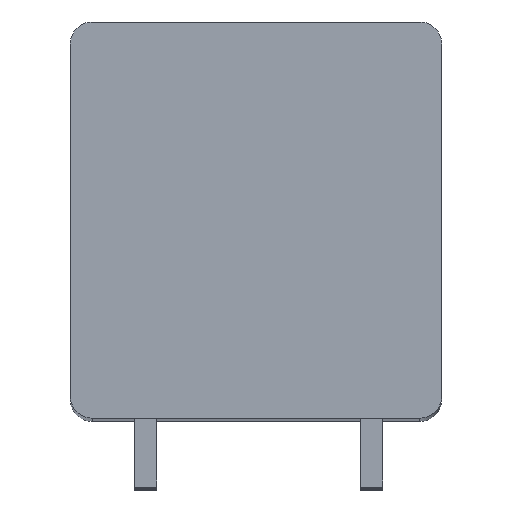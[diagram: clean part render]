
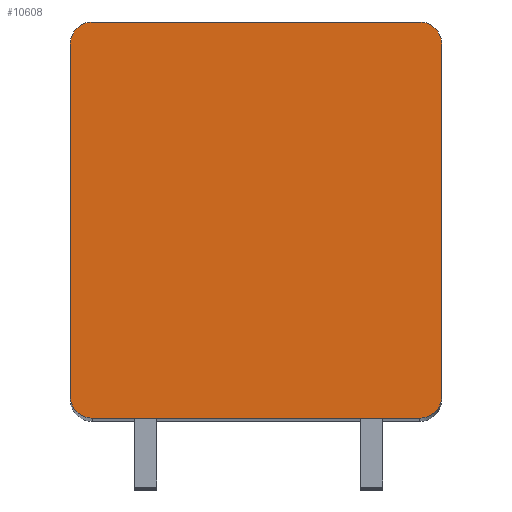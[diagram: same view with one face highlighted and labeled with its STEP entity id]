
A CAD part, top view. The second image highlights one B-rep face of the part: STEP entity #10608.
In plain terms, the highlighted planar face has unit normal (0, 0, 1).
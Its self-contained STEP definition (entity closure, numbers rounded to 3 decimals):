
#1827=CARTESIAN_POINT('',(-5.95,6.4,2.5));
#1828=DIRECTION('',(0.,0.,1.));
#1829=DIRECTION('',(0.,1.,0.));
#1830=AXIS2_PLACEMENT_3D('',#1827,#1828,#1829);
#1832=DIRECTION('',(-1.,0.,0.));
#1833=VECTOR('',#1832,11.9);
#1834=CARTESIAN_POINT('',(5.95,7.2,2.5));
#1835=LINE('',#1834,#1833);
#1836=CARTESIAN_POINT('',(5.95,6.4,2.5));
#1837=DIRECTION('',(0.,0.,1.));
#1838=DIRECTION('',(1.,0.,0.));
#1839=AXIS2_PLACEMENT_3D('',#1836,#1837,#1838);
#1841=DIRECTION('',(0.,1.,0.));
#1842=VECTOR('',#1841,12.8);
#1843=CARTESIAN_POINT('',(6.75,-6.4,2.5));
#1844=LINE('',#1843,#1842);
#1845=CARTESIAN_POINT('',(5.95,-6.4,2.5));
#1846=DIRECTION('',(0.,0.,1.));
#1847=DIRECTION('',(0.,-1.,0.));
#1848=AXIS2_PLACEMENT_3D('',#1845,#1846,#1847);
#1850=DIRECTION('',(1.,0.,0.));
#1851=VECTOR('',#1850,11.9);
#1852=CARTESIAN_POINT('',(-5.95,-7.2,2.5));
#1853=LINE('',#1852,#1851);
#1854=CARTESIAN_POINT('',(-5.95,-6.4,2.5));
#1855=DIRECTION('',(0.,0.,1.));
#1856=DIRECTION('',(-1.,0.,0.));
#1857=AXIS2_PLACEMENT_3D('',#1854,#1855,#1856);
#1859=DIRECTION('',(0.,-1.,0.));
#1860=VECTOR('',#1859,12.8);
#1861=CARTESIAN_POINT('',(-6.75,6.4,2.5));
#1862=LINE('',#1861,#1860);
#7587=CARTESIAN_POINT('',(-5.95,7.2,2.5));
#7588=VERTEX_POINT('',#7587);
#7589=CARTESIAN_POINT('',(-6.75,6.4,2.5));
#7590=VERTEX_POINT('',#7589);
#7595=CARTESIAN_POINT('',(6.75,6.4,2.5));
#7596=VERTEX_POINT('',#7595);
#7597=CARTESIAN_POINT('',(5.95,7.2,2.5));
#7598=VERTEX_POINT('',#7597);
#7603=CARTESIAN_POINT('',(-6.75,-6.4,2.5));
#7604=VERTEX_POINT('',#7603);
#7605=CARTESIAN_POINT('',(-5.95,-7.2,2.5));
#7606=VERTEX_POINT('',#7605);
#7611=CARTESIAN_POINT('',(5.95,-7.2,2.5));
#7612=VERTEX_POINT('',#7611);
#7613=CARTESIAN_POINT('',(6.75,-6.4,2.5));
#7614=VERTEX_POINT('',#7613);
#10593=CARTESIAN_POINT('',(0.,0.,2.5));
#10594=DIRECTION('',(0.,0.,1.));
#10595=DIRECTION('',(1.,0.,0.));
#10596=AXIS2_PLACEMENT_3D('',#10593,#10594,#10595);
#10597=PLANE('',#10596);
#10598=ORIENTED_EDGE('',*,*,#9527,.F.);
#10599=ORIENTED_EDGE('',*,*,#9543,.F.);
#10600=ORIENTED_EDGE('',*,*,#9868,.F.);
#10601=ORIENTED_EDGE('',*,*,#9883,.F.);
#10602=ORIENTED_EDGE('',*,*,#10156,.F.);
#10603=ORIENTED_EDGE('',*,*,#10169,.F.);
#10604=ORIENTED_EDGE('',*,*,#10444,.F.);
#10605=ORIENTED_EDGE('',*,*,#10456,.F.);
#10606=EDGE_LOOP('',(#10598,#10599,#10600,#10601,#10602,#10603,#10604,#10605));
#10607=FACE_OUTER_BOUND('',#10606,.F.);
#1831=CIRCLE('',#1830,0.8);
#1840=CIRCLE('',#1839,0.8);
#1849=CIRCLE('',#1848,0.8);
#1858=CIRCLE('',#1857,0.8);
#9527=EDGE_CURVE('',#7588,#7590,#1831,.T.);
#9543=EDGE_CURVE('',#7598,#7588,#1835,.T.);
#9868=EDGE_CURVE('',#7596,#7598,#1840,.T.);
#9883=EDGE_CURVE('',#7614,#7596,#1844,.T.);
#10156=EDGE_CURVE('',#7612,#7614,#1849,.T.);
#10169=EDGE_CURVE('',#7606,#7612,#1853,.T.);
#10444=EDGE_CURVE('',#7604,#7606,#1858,.T.);
#10456=EDGE_CURVE('',#7590,#7604,#1862,.T.);
#10608=ADVANCED_FACE('',(#10607),#10597,.T.);
